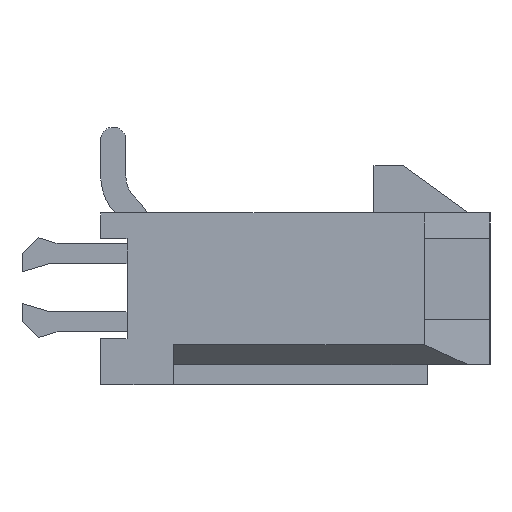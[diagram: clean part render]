
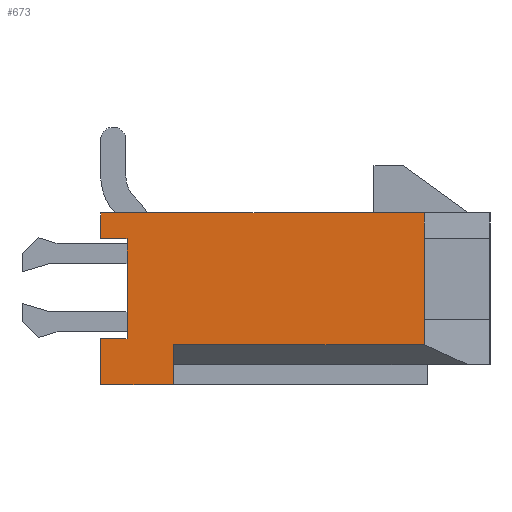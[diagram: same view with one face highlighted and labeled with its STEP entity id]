
A CAD part, left-side view. The second image highlights one B-rep face of the part: STEP entity #673.
In plain terms, the highlighted planar face has unit normal (-1, 0, 0).
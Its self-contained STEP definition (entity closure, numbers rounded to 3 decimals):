
#299=FACE_OUTER_BOUND('',#1419,.T.);
#673=ADVANCED_FACE('',(#299),#1049,.T.);
#1049=PLANE('',#6811);
#1419=EDGE_LOOP('',(#1975,#1976,#1977,#1978,#1979,#1980,#1981,#1982,#1983,
#1984,#1985,#1986));
#1975=ORIENTED_EDGE('',*,*,#4485,.F.);
#1976=ORIENTED_EDGE('',*,*,#4486,.T.);
#1977=ORIENTED_EDGE('',*,*,#4487,.F.);
#1978=ORIENTED_EDGE('',*,*,#4488,.F.);
#1979=ORIENTED_EDGE('',*,*,#4489,.F.);
#1980=ORIENTED_EDGE('',*,*,#4327,.F.);
#1981=ORIENTED_EDGE('',*,*,#4490,.T.);
#1982=ORIENTED_EDGE('',*,*,#4491,.T.);
#1983=ORIENTED_EDGE('',*,*,#4312,.T.);
#1984=ORIENTED_EDGE('',*,*,#4492,.T.);
#1985=ORIENTED_EDGE('',*,*,#4484,.T.);
#1986=ORIENTED_EDGE('',*,*,#4493,.T.);
#3698=VERTEX_POINT('',#9245);
#3699=VERTEX_POINT('',#9246);
#3713=VERTEX_POINT('',#9275);
#3714=VERTEX_POINT('',#9277);
#3864=VERTEX_POINT('',#9589);
#3870=VERTEX_POINT('',#9601);
#3871=VERTEX_POINT('',#9605);
#3872=VERTEX_POINT('',#9606);
#3873=VERTEX_POINT('',#9608);
#3874=VERTEX_POINT('',#9610);
#3875=VERTEX_POINT('',#9612);
#3876=VERTEX_POINT('',#9615);
#4312=EDGE_CURVE('',#3698,#3699,#5260,.T.);
#4327=EDGE_CURVE('',#3713,#3714,#5275,.T.);
#4484=EDGE_CURVE('',#3864,#3870,#5432,.T.);
#4485=EDGE_CURVE('',#3871,#3872,#5433,.T.);
#4486=EDGE_CURVE('',#3871,#3873,#5434,.T.);
#4487=EDGE_CURVE('',#3874,#3873,#5435,.T.);
#4488=EDGE_CURVE('',#3875,#3874,#5436,.T.);
#4489=EDGE_CURVE('',#3714,#3875,#5437,.T.);
#4490=EDGE_CURVE('',#3713,#3876,#5438,.T.);
#4491=EDGE_CURVE('',#3876,#3698,#5439,.T.);
#4492=EDGE_CURVE('',#3699,#3864,#5440,.T.);
#4493=EDGE_CURVE('',#3870,#3872,#5441,.T.);
#5260=LINE('',#9244,#6032);
#5275=LINE('',#9276,#6047);
#5432=LINE('',#9602,#6204);
#5433=LINE('',#9604,#6205);
#5434=LINE('',#9607,#6206);
#5435=LINE('',#9609,#6207);
#5436=LINE('',#9611,#6208);
#5437=LINE('',#9613,#6209);
#5438=LINE('',#9614,#6210);
#5439=LINE('',#9616,#6211);
#5440=LINE('',#9617,#6212);
#5441=LINE('',#9618,#6213);
#6032=VECTOR('',#7359,1.);
#6047=VECTOR('',#7376,1.);
#6204=VECTOR('',#7557,1.);
#6205=VECTOR('',#7560,1.);
#6206=VECTOR('',#7561,1.);
#6207=VECTOR('',#7562,1.);
#6208=VECTOR('',#7563,1.);
#6209=VECTOR('',#7564,1.);
#6210=VECTOR('',#7565,1.);
#6211=VECTOR('',#7566,1.);
#6212=VECTOR('',#7567,1.);
#6213=VECTOR('',#7568,1.);
#6811=AXIS2_PLACEMENT_3D('',#9619,#7569,#7570);
#7359=DIRECTION('',(0.,0.,-1.));
#7376=DIRECTION('',(0.,-1.,0.));
#7557=DIRECTION('',(0.,0.,-1.));
#7560=DIRECTION('',(0.,0.,-1.));
#7561=DIRECTION('',(0.,-1.,0.));
#7562=DIRECTION('',(0.,0.,-1.));
#7563=DIRECTION('',(0.,0.,-1.));
#7564=DIRECTION('',(0.,0.,-1.));
#7565=DIRECTION('',(0.,0.,-1.));
#7566=DIRECTION('',(0.,-1.,0.));
#7567=DIRECTION('',(0.,1.,0.));
#7568=DIRECTION('',(0.,-1.,0.));
#7569=DIRECTION('',(-1.,0.,0.));
#7570=DIRECTION('',(0.,0.,1.));
#9244=CARTESIAN_POINT('',(-18.325,9.23,3.2));
#9245=CARTESIAN_POINT('',(-18.325,9.23,3.2));
#9246=CARTESIAN_POINT('',(-18.325,9.23,0.66));
#9275=CARTESIAN_POINT('',(-18.325,9.9,3.86));
#9276=CARTESIAN_POINT('',(-18.325,9.9,3.86));
#9277=CARTESIAN_POINT('',(-18.325,1.668,3.86));
#9589=CARTESIAN_POINT('',(-18.325,9.9,0.66));
#9601=CARTESIAN_POINT('',(-18.325,9.9,-0.51));
#9602=CARTESIAN_POINT('',(-18.325,9.9,3.86));
#9604=CARTESIAN_POINT('',(-18.325,8.05,-0.51));
#9605=CARTESIAN_POINT('',(-18.325,8.05,0.51));
#9606=CARTESIAN_POINT('',(-18.325,8.05,-0.51));
#9607=CARTESIAN_POINT('',(-18.325,9.9,0.51));
#9608=CARTESIAN_POINT('',(-18.325,1.668,0.51));
#9609=CARTESIAN_POINT('',(-18.325,1.668,38.214));
#9610=CARTESIAN_POINT('',(-18.325,1.668,1.15));
#9611=CARTESIAN_POINT('',(-18.325,1.668,3.22));
#9612=CARTESIAN_POINT('',(-18.325,1.668,3.22));
#9613=CARTESIAN_POINT('',(-18.325,1.668,38.214));
#9614=CARTESIAN_POINT('',(-18.325,9.9,3.86));
#9615=CARTESIAN_POINT('',(-18.325,9.9,3.2));
#9616=CARTESIAN_POINT('',(-18.325,9.9,3.2));
#9617=CARTESIAN_POINT('',(-18.325,9.23,0.66));
#9618=CARTESIAN_POINT('',(-18.325,8.05,-0.51));
#9619=CARTESIAN_POINT('',(-18.325,9.9,3.86));
